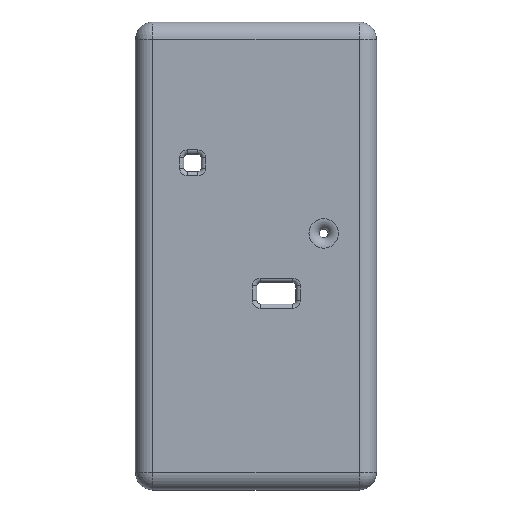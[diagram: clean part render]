
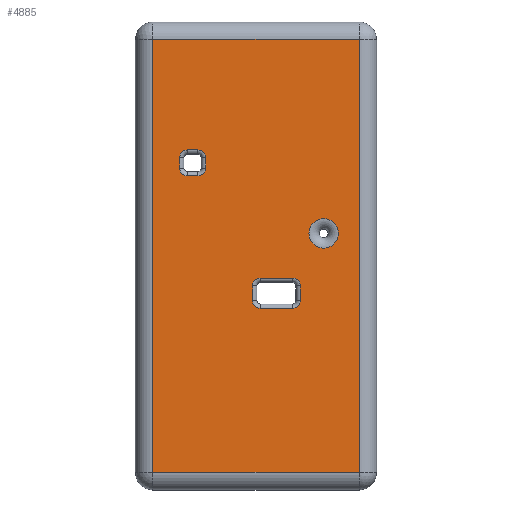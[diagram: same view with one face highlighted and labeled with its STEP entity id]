
A CAD part, top view. The second image highlights one B-rep face of the part: STEP entity #4885.
In plain terms, the highlighted planar face has unit normal (0, 0, 1).
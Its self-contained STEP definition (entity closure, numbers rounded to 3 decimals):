
#65=FACE_BOUND('',#630,.T.);
#66=FACE_BOUND('',#631,.T.);
#67=FACE_BOUND('',#632,.T.);
#95=PLANE('',#5327);
#332=FACE_OUTER_BOUND('',#629,.T.);
#629=EDGE_LOOP('',(#3657,#3658,#3659,#3660));
#630=EDGE_LOOP('',(#3661,#3662,#3663,#3664,#3665,#3666,#3667,#3668));
#631=EDGE_LOOP('',(#3669,#3670,#3671,#3672,#3673,#3674,#3675,#3676));
#632=EDGE_LOOP('',(#3677));
#976=CIRCLE('',#5325,1.7);
#978=CIRCLE('',#5328,0.9);
#979=CIRCLE('',#5329,0.9);
#980=CIRCLE('',#5330,0.9);
#981=CIRCLE('',#5331,0.9);
#982=CIRCLE('',#5332,0.9);
#983=CIRCLE('',#5333,0.9);
#984=CIRCLE('',#5334,0.9);
#985=CIRCLE('',#5335,0.9);
#1202=LINE('',#7792,#1645);
#1203=LINE('',#7794,#1646);
#1204=LINE('',#7796,#1647);
#1205=LINE('',#7797,#1648);
#1206=LINE('',#7802,#1649);
#1207=LINE('',#7806,#1650);
#1208=LINE('',#7810,#1651);
#1209=LINE('',#7813,#1652);
#1210=LINE('',#7816,#1653);
#1211=LINE('',#7820,#1654);
#1212=LINE('',#7824,#1655);
#1213=LINE('',#7828,#1656);
#1645=VECTOR('',#6193,10.);
#1646=VECTOR('',#6194,10.);
#1647=VECTOR('',#6195,10.);
#1648=VECTOR('',#6196,10.);
#1649=VECTOR('',#6199,10.);
#1650=VECTOR('',#6202,10.);
#1651=VECTOR('',#6205,10.);
#1652=VECTOR('',#6208,10.);
#1653=VECTOR('',#6209,10.);
#1654=VECTOR('',#6212,10.);
#1655=VECTOR('',#6215,10.);
#1656=VECTOR('',#6218,10.);
#2207=VERTEX_POINT('',#7786);
#2208=VERTEX_POINT('',#7790);
#2209=VERTEX_POINT('',#7791);
#2210=VERTEX_POINT('',#7793);
#2211=VERTEX_POINT('',#7795);
#2212=VERTEX_POINT('',#7798);
#2213=VERTEX_POINT('',#7799);
#2214=VERTEX_POINT('',#7801);
#2215=VERTEX_POINT('',#7803);
#2216=VERTEX_POINT('',#7805);
#2217=VERTEX_POINT('',#7807);
#2218=VERTEX_POINT('',#7809);
#2219=VERTEX_POINT('',#7811);
#2220=VERTEX_POINT('',#7814);
#2221=VERTEX_POINT('',#7815);
#2222=VERTEX_POINT('',#7817);
#2223=VERTEX_POINT('',#7819);
#2224=VERTEX_POINT('',#7821);
#2225=VERTEX_POINT('',#7823);
#2226=VERTEX_POINT('',#7825);
#2227=VERTEX_POINT('',#7827);
#2751=EDGE_CURVE('',#2207,#2207,#976,.T.);
#2753=EDGE_CURVE('',#2208,#2209,#1202,.T.);
#2754=EDGE_CURVE('',#2210,#2208,#1203,.T.);
#2755=EDGE_CURVE('',#2211,#2210,#1204,.T.);
#2756=EDGE_CURVE('',#2209,#2211,#1205,.T.);
#2757=EDGE_CURVE('',#2212,#2213,#978,.T.);
#2758=EDGE_CURVE('',#2214,#2212,#1206,.T.);
#2759=EDGE_CURVE('',#2215,#2214,#979,.T.);
#2760=EDGE_CURVE('',#2216,#2215,#1207,.T.);
#2761=EDGE_CURVE('',#2217,#2216,#980,.T.);
#2762=EDGE_CURVE('',#2218,#2217,#1208,.T.);
#2763=EDGE_CURVE('',#2219,#2218,#981,.T.);
#2764=EDGE_CURVE('',#2213,#2219,#1209,.T.);
#2765=EDGE_CURVE('',#2220,#2221,#1210,.T.);
#2766=EDGE_CURVE('',#2222,#2220,#982,.T.);
#2767=EDGE_CURVE('',#2223,#2222,#1211,.T.);
#2768=EDGE_CURVE('',#2224,#2223,#983,.T.);
#2769=EDGE_CURVE('',#2225,#2224,#1212,.T.);
#2770=EDGE_CURVE('',#2226,#2225,#984,.T.);
#2771=EDGE_CURVE('',#2227,#2226,#1213,.T.);
#2772=EDGE_CURVE('',#2221,#2227,#985,.T.);
#3657=ORIENTED_EDGE('',*,*,#2753,.F.);
#3658=ORIENTED_EDGE('',*,*,#2754,.F.);
#3659=ORIENTED_EDGE('',*,*,#2755,.F.);
#3660=ORIENTED_EDGE('',*,*,#2756,.F.);
#3661=ORIENTED_EDGE('',*,*,#2757,.F.);
#3662=ORIENTED_EDGE('',*,*,#2758,.F.);
#3663=ORIENTED_EDGE('',*,*,#2759,.F.);
#3664=ORIENTED_EDGE('',*,*,#2760,.F.);
#3665=ORIENTED_EDGE('',*,*,#2761,.F.);
#3666=ORIENTED_EDGE('',*,*,#2762,.F.);
#3667=ORIENTED_EDGE('',*,*,#2763,.F.);
#3668=ORIENTED_EDGE('',*,*,#2764,.F.);
#3669=ORIENTED_EDGE('',*,*,#2765,.F.);
#3670=ORIENTED_EDGE('',*,*,#2766,.F.);
#3671=ORIENTED_EDGE('',*,*,#2767,.F.);
#3672=ORIENTED_EDGE('',*,*,#2768,.F.);
#3673=ORIENTED_EDGE('',*,*,#2769,.F.);
#3674=ORIENTED_EDGE('',*,*,#2770,.F.);
#3675=ORIENTED_EDGE('',*,*,#2771,.F.);
#3676=ORIENTED_EDGE('',*,*,#2772,.F.);
#3677=ORIENTED_EDGE('',*,*,#2751,.F.);
#4885=ADVANCED_FACE('',(#332,#65,#66,#67),#95,.T.);
#5325=AXIS2_PLACEMENT_3D('',#7787,#6187,#6188);
#5327=AXIS2_PLACEMENT_3D('',#7789,#6191,#6192);
#5328=AXIS2_PLACEMENT_3D('',#7800,#6197,#6198);
#5329=AXIS2_PLACEMENT_3D('',#7804,#6200,#6201);
#5330=AXIS2_PLACEMENT_3D('',#7808,#6203,#6204);
#5331=AXIS2_PLACEMENT_3D('',#7812,#6206,#6207);
#5332=AXIS2_PLACEMENT_3D('',#7818,#6210,#6211);
#5333=AXIS2_PLACEMENT_3D('',#7822,#6213,#6214);
#5334=AXIS2_PLACEMENT_3D('',#7826,#6216,#6217);
#5335=AXIS2_PLACEMENT_3D('',#7829,#6219,#6220);
#6187=DIRECTION('center_axis',(0.,0.,1.));
#6188=DIRECTION('ref_axis',(-1.,0.,0.));
#6191=DIRECTION('center_axis',(0.,0.,1.));
#6192=DIRECTION('ref_axis',(1.,0.,0.));
#6193=DIRECTION('',(0.,1.,0.));
#6194=DIRECTION('',(-1.,0.,0.));
#6195=DIRECTION('',(0.,-1.,0.));
#6196=DIRECTION('',(1.,0.,0.));
#6197=DIRECTION('center_axis',(0.,0.,1.));
#6198=DIRECTION('ref_axis',(0.707,0.707,0.));
#6199=DIRECTION('',(0.,1.,0.));
#6200=DIRECTION('center_axis',(0.,0.,1.));
#6201=DIRECTION('ref_axis',(0.707,-0.707,0.));
#6202=DIRECTION('',(1.,0.,0.));
#6203=DIRECTION('center_axis',(0.,0.,1.));
#6204=DIRECTION('ref_axis',(-0.707,-0.707,0.));
#6205=DIRECTION('',(0.,-1.,0.));
#6206=DIRECTION('center_axis',(0.,0.,1.));
#6207=DIRECTION('ref_axis',(-0.707,0.707,0.));
#6208=DIRECTION('',(-1.,0.,0.));
#6209=DIRECTION('',(0.,-1.,0.));
#6210=DIRECTION('center_axis',(0.,0.,1.));
#6211=DIRECTION('ref_axis',(-0.707,0.707,0.));
#6212=DIRECTION('',(-1.,0.,0.));
#6213=DIRECTION('center_axis',(0.,0.,1.));
#6214=DIRECTION('ref_axis',(0.707,0.707,0.));
#6215=DIRECTION('',(0.,1.,0.));
#6216=DIRECTION('center_axis',(0.,0.,1.));
#6217=DIRECTION('ref_axis',(0.707,-0.707,0.));
#6218=DIRECTION('',(1.,0.,0.));
#6219=DIRECTION('center_axis',(0.,0.,1.));
#6220=DIRECTION('ref_axis',(-0.707,-0.707,0.));
#7786=CARTESIAN_POINT('',(10.09,3.29,5.56));
#7787=CARTESIAN_POINT('Origin',(8.39,3.29,5.56));
#7789=CARTESIAN_POINT('Origin',(0.6,4.7,5.56));
#7790=CARTESIAN_POINT('',(-11.278,-24.228,5.56));
#7791=CARTESIAN_POINT('',(-11.278,25.628,5.56));
#7792=CARTESIAN_POINT('',(-11.278,-6.764,5.56));
#7793=CARTESIAN_POINT('',(12.478,-24.228,5.56));
#7794=CARTESIAN_POINT('',(0.6,-24.228,5.56));
#7795=CARTESIAN_POINT('',(12.478,25.628,5.56));
#7796=CARTESIAN_POINT('',(12.478,16.164,5.56));
#7797=CARTESIAN_POINT('',(-6.339,25.628,5.56));
#7798=CARTESIAN_POINT('',(5.7,-2.75,5.56));
#7799=CARTESIAN_POINT('',(4.8,-1.85,5.56));
#7800=CARTESIAN_POINT('Origin',(4.8,-2.75,5.56));
#7801=CARTESIAN_POINT('',(5.7,-4.45,5.56));
#7802=CARTESIAN_POINT('',(5.7,1.175,5.56));
#7803=CARTESIAN_POINT('',(4.8,-5.35,5.56));
#7804=CARTESIAN_POINT('Origin',(4.8,-4.45,5.56));
#7805=CARTESIAN_POINT('',(1.1,-5.35,5.56));
#7806=CARTESIAN_POINT('',(2.9,-5.35,5.56));
#7807=CARTESIAN_POINT('',(0.2,-4.45,5.56));
#7808=CARTESIAN_POINT('Origin',(1.1,-4.45,5.56));
#7809=CARTESIAN_POINT('',(0.2,-2.75,5.56));
#7810=CARTESIAN_POINT('',(0.2,-0.075,5.56));
#7811=CARTESIAN_POINT('',(1.1,-1.85,5.56));
#7812=CARTESIAN_POINT('Origin',(1.1,-2.75,5.56));
#7813=CARTESIAN_POINT('',(0.65,-1.85,5.56));
#7814=CARTESIAN_POINT('',(-8.2,12.,5.56));
#7815=CARTESIAN_POINT('',(-8.2,10.8,5.56));
#7816=CARTESIAN_POINT('',(-8.2,7.55,5.56));
#7817=CARTESIAN_POINT('',(-7.3,12.9,5.56));
#7818=CARTESIAN_POINT('Origin',(-7.3,12.,5.56));
#7819=CARTESIAN_POINT('',(-6.1,12.9,5.56));
#7820=CARTESIAN_POINT('',(-3.55,12.9,5.56));
#7821=CARTESIAN_POINT('',(-5.2,12.,5.56));
#7822=CARTESIAN_POINT('Origin',(-6.1,12.,5.56));
#7823=CARTESIAN_POINT('',(-5.2,10.8,5.56));
#7824=CARTESIAN_POINT('',(-5.2,8.55,5.56));
#7825=CARTESIAN_POINT('',(-6.1,9.9,5.56));
#7826=CARTESIAN_POINT('Origin',(-6.1,10.8,5.56));
#7827=CARTESIAN_POINT('',(-7.3,9.9,5.56));
#7828=CARTESIAN_POINT('',(-2.55,9.9,5.56));
#7829=CARTESIAN_POINT('Origin',(-7.3,10.8,5.56));
